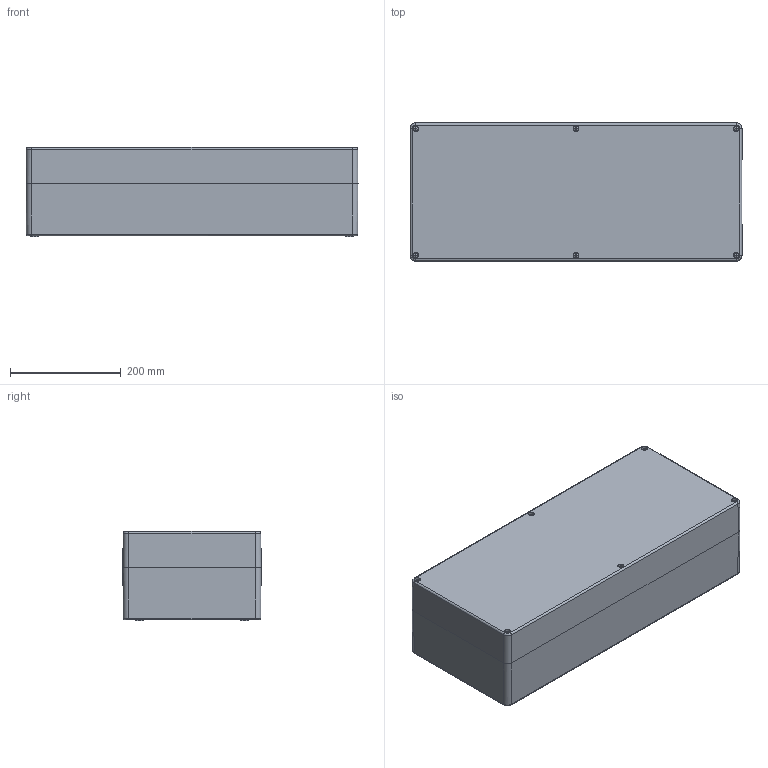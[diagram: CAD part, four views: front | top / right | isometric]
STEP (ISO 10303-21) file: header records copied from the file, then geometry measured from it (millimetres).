
FILE_DESCRIPTION (( 'STEP AP203' ), '1' );
FILE_NAME ('1590ZGRP264.step', '2020-11-14T20:15:09', ( 'ADC123' ), ( 'Microsoft' ), 'SwSTEP 2.0', 'SolidWorks 2019', '' );
FILE_SCHEMA (( 'CONFIG_CONTROL_DESIGN' ));
Length unit declared in the file: inch
Products named in the file (1): 1590ZGRP264
Bounding box: 600 x 250 x 161 mm (x, y, z)
Volume: 4033214.3 mm3; surface area: 1459747 mm2
Topology: 10 solids, 10 shells, 647 faces, 1646 edges, 1072 vertices
Faces by surface type: plane 341, cylinder 146, cone 84, bspline 68, torus 8
Full cylindrical faces by diameter (mm): 4.3 x10, 4.917 x12, 5.23 x6, 5.81 x6, 6 x6, 6.35 x6, 6.4 x6, 6.8 x4, 10.8 x6
Entity records: 21792 total; most frequent: CARTESIAN_POINT 6827, ORIENTED_EDGE 3044, DIRECTION 2964, EDGE_CURVE 1522, AXIS2_PLACEMENT_3D 1082, VERTEX_POINT 1044, EDGE_LOOP 830, VECTOR 800
